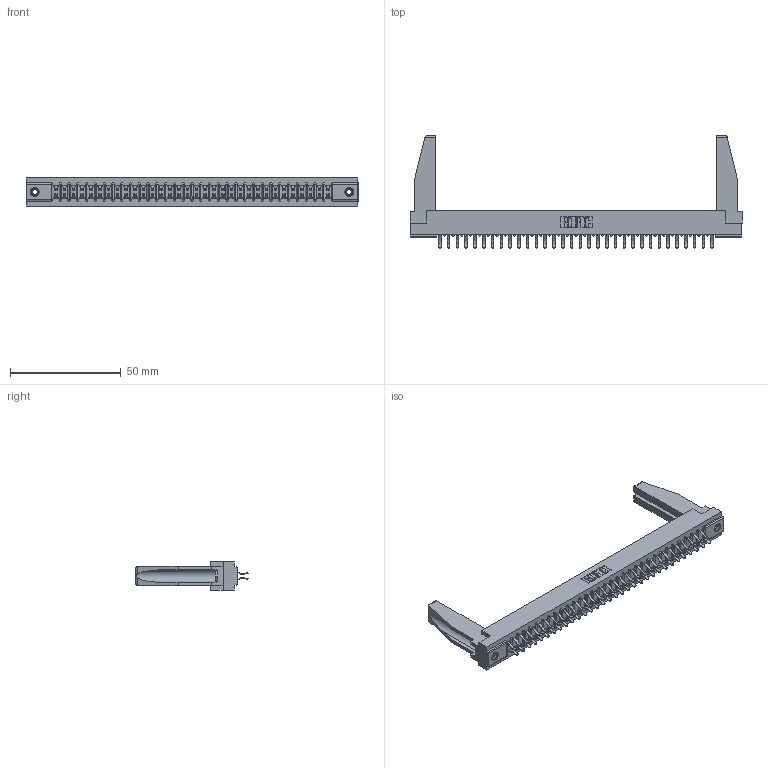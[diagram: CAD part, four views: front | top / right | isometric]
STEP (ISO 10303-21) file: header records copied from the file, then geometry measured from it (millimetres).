
FILE_DESCRIPTION (( 'STEP AP203' ), '1' );
FILE_NAME ('307-064-556-278.STEP', '2019-09-06T17:02:49', ( '' ), ( '' ), 'SwSTEP 2.0', 'SolidWorks 2016', '' );
FILE_SCHEMA (( 'CONFIG_CONTROL_DESIGN' ));
Length unit declared in the file: inch
Products named in the file (5): 307-290-001_556; 345-250-001_345-250-001-102; 307-064-556-278; 307-220-078; 307 Part_.156 Dia Mounting Holes
Assembly tree (69 placements, depth 2):
  307-064-556-278
    307 Part_.156 Dia Mounting Holes
    307-290-001_556  x64
    307-220-078  x2
    345-250-001_345-250-001-102  x2
Bounding box: 149.81 x 50.67 x 12.7 mm (x, y, z)
Volume: 19841.3 mm3; surface area: 22847 mm2
Topology: 69 solids, 69 shells, 3481 faces, 9741 edges, 6310 vertices
Faces by surface type: plane 2266, cylinder 1133, sphere 66, cone 12, torus 4
Entity records: 32233 total; most frequent: CARTESIAN_POINT 5286, ORIENTED_EDGE 5196, DIRECTION 5136, EDGE_CURVE 2598, LINE 1992, VECTOR 1992, VERTEX_POINT 1680, AXIS2_PLACEMENT_3D 1572
